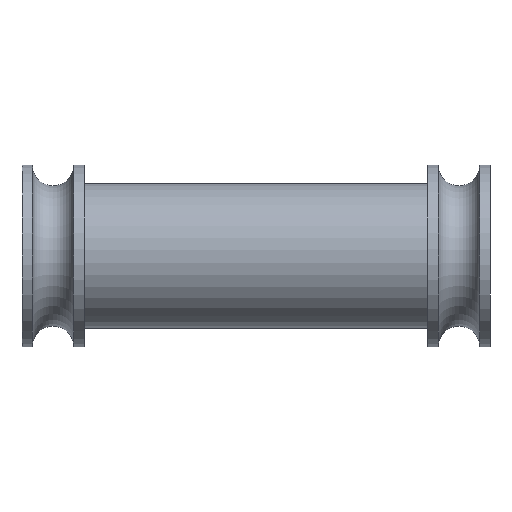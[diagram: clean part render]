
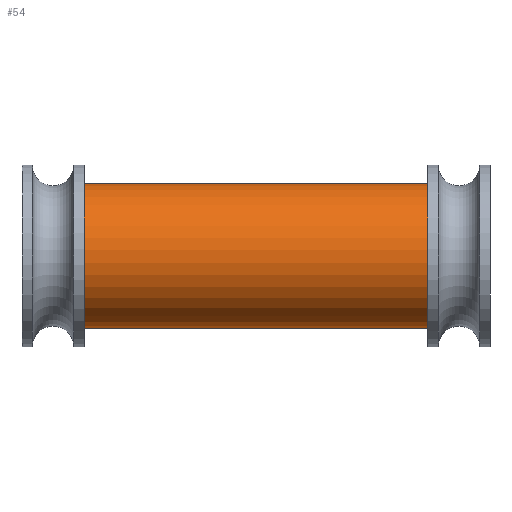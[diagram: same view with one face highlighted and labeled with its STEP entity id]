
A CAD part, top view. The second image highlights one B-rep face of the part: STEP entity #54.
In plain terms, the highlighted cylindrical face has radius 22.225 mm (diameter 44.45 mm), a partial arc.
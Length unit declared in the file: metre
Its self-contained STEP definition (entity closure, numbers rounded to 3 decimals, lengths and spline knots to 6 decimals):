
#54 = ADVANCED_FACE( '', ( #107 ), #108, .T. );
#107 = FACE_OUTER_BOUND( '', #156, .T. );
#108 = CYLINDRICAL_SURFACE( '', #157, 0.022225 );
#156 = EDGE_LOOP( '', ( #255, #256, #257, #258 ) );
#157 = AXIS2_PLACEMENT_3D( '', #259, #260, #261 );
#255 = ORIENTED_EDGE( '', *, *, #332, .F. );
#256 = ORIENTED_EDGE( '', *, *, #344, .T. );
#257 = ORIENTED_EDGE( '', *, *, #339, .T. );
#258 = ORIENTED_EDGE( '', *, *, #318, .T. );
#259 = CARTESIAN_POINT( '', ( 0.052726, -1.930784, 1.670671 ) );
#260 = DIRECTION( '', ( 1., 0., 0. ) );
#261 = DIRECTION( '', ( 0., 0., 1. ) );
#318 = EDGE_CURVE( '', #380, #381, #382, .T. );
#332 = EDGE_CURVE( '', #400, #381, #402, .T. );
#339 = EDGE_CURVE( '', #411, #380, #412, .T. );
#344 = EDGE_CURVE( '', #400, #411, #418, .T. );
#380 = VERTEX_POINT( '', #458 );
#381 = VERTEX_POINT( '', #459 );
#382 = CIRCLE( '', #460, 0.022225 );
#400 = VERTEX_POINT( '', #486 );
#402 = LINE( '', #489, #490 );
#411 = VERTEX_POINT( '', #501 );
#412 = LINE( '', #502, #503 );
#418 = CIRCLE( '', #512, 0.022225 );
#458 = CARTESIAN_POINT( '', ( -0.052724, -1.908661, 1.672797 ) );
#459 = CARTESIAN_POINT( '', ( -0.052724, -1.952907, 1.668545 ) );
#460 = AXIS2_PLACEMENT_3D( '', #548, #549, #550 );
#486 = CARTESIAN_POINT( '', ( 0.052724, -1.952907, 1.668545 ) );
#489 = CARTESIAN_POINT( '', ( 0.052726, -1.952907, 1.668545 ) );
#490 = VECTOR( '', #566, 1. );
#501 = CARTESIAN_POINT( '', ( 0.052724, -1.908661, 1.672797 ) );
#502 = CARTESIAN_POINT( '', ( 0.052726, -1.908661, 1.672797 ) );
#503 = VECTOR( '', #575, 1. );
#512 = AXIS2_PLACEMENT_3D( '', #579, #580, #581 );
#548 = CARTESIAN_POINT( '', ( -0.052724, -1.930784, 1.670671 ) );
#549 = DIRECTION( '', ( 1., 0., 0. ) );
#550 = DIRECTION( '', ( 0., 0., -1. ) );
#566 = DIRECTION( '', ( -1., 0., 0. ) );
#575 = DIRECTION( '', ( -1., 0., 0. ) );
#579 = CARTESIAN_POINT( '', ( 0.052724, -1.930784, 1.670671 ) );
#580 = DIRECTION( '', ( -1., 0., 0. ) );
#581 = DIRECTION( '', ( 0., 0., 1. ) );
